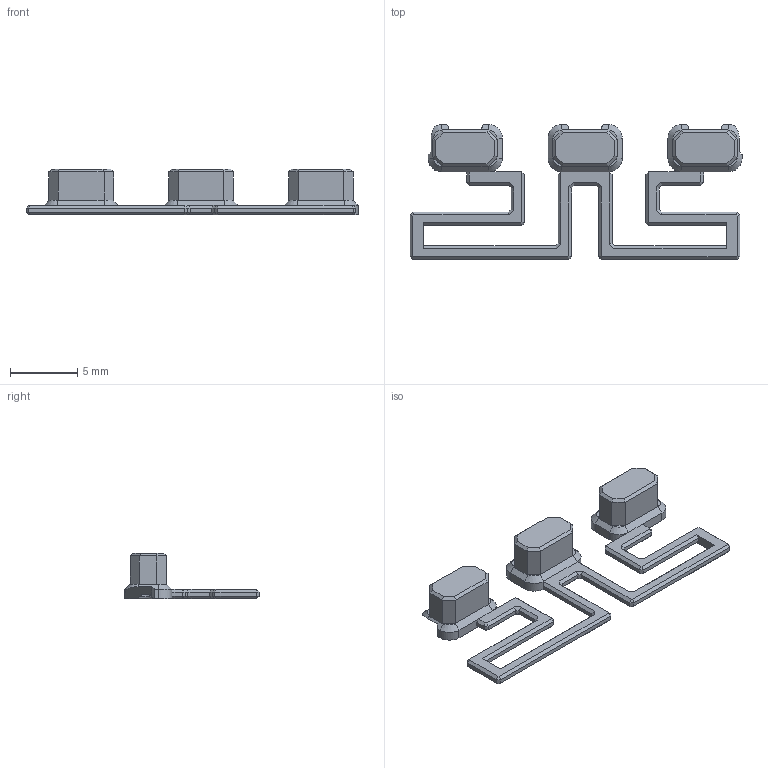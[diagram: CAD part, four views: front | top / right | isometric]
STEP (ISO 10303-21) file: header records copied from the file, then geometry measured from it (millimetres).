
FILE_DESCRIPTION(/* description */ (''),/* implementation_level */ '2;1');
FILE_NAME(/* name */ 'Button.stp',/* time_stamp */ '2025-04-22T20:51:06+05:00',/* author */ (''),/* organization */ (''),/* preprocessor_version */ 'ST-DEVELOPER v16.7',/* originating_system */ 'SIEMENS PLM Software NX 12.0',/* authorisation */ '');
FILE_SCHEMA (('AUTOMOTIVE_DESIGN { 1 0 10303 214 3 1 1 1 }'));
Length unit declared in the file: millimetre
Products named in the file (1): buttton
Bounding box: 24.65 x 10 x 3.4 mm (x, y, z)
Volume: 166 mm3; surface area: 424.7 mm2
Topology: 1 solids, 1 shells, 382 faces, 914 edges, 522 vertices
Faces by surface type: plane 243, cylinder 71, torus 38, cone 12, sphere 12, bspline 6
Entity records: 10807 total; most frequent: CARTESIAN_POINT 1990, DIRECTION 1872, ORIENTED_EDGE 1804, EDGE_CURVE 902, LINE 658, VECTOR 658, AXIS2_PLACEMENT_3D 607, VERTEX_POINT 522
